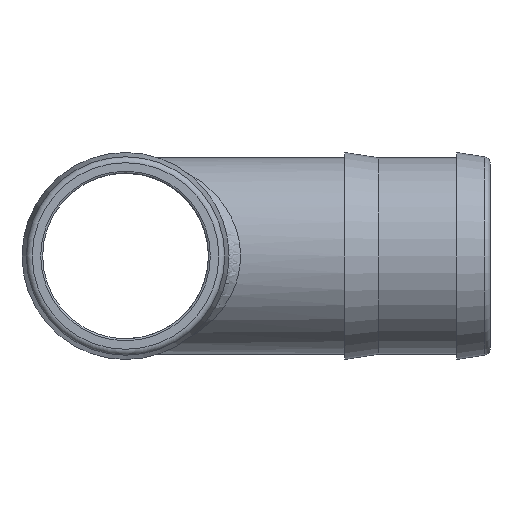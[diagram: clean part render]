
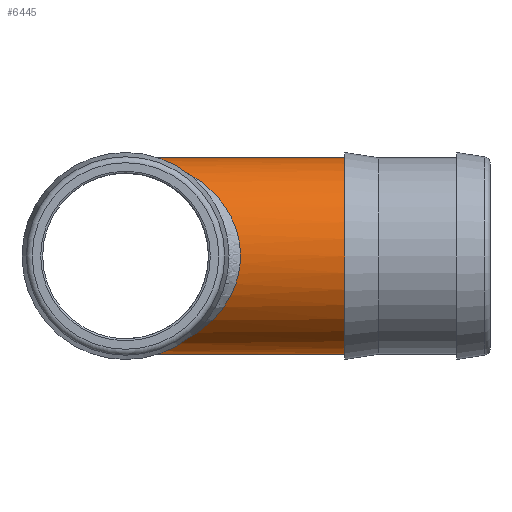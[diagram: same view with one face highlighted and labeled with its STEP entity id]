
A CAD part, left-side view. The second image highlights one B-rep face of the part: STEP entity #6445.
In plain terms, the highlighted cylindrical face has radius 37.719 mm (diameter 75.438 mm), a full revolution.
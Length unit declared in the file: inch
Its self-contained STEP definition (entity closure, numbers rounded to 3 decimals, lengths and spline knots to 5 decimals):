
#336=CIRCLE('',#6830,1.485);
#353=ELLIPSE('',#6827,2.28374,1.485);
#354=ELLIPSE('',#6828,2.28374,1.485);
#410=FACE_BOUND('',#1269,.T.);
#463=CYLINDRICAL_SURFACE('',#6829,1.485);
#846=FACE_OUTER_BOUND('',#1268,.T.);
#1268=EDGE_LOOP('',(#5909,#5910));
#1269=EDGE_LOOP('',(#5911));
#2864=VERTEX_POINT('',#16908);
#2865=VERTEX_POINT('',#16909);
#3140=VERTEX_POINT('',#30892);
#4068=EDGE_CURVE('',#2865,#2864,#353,.T.);
#4069=EDGE_CURVE('',#2864,#2865,#354,.T.);
#4070=EDGE_CURVE('',#3140,#3140,#336,.T.);
#5909=ORIENTED_EDGE('',*,*,#4069,.F.);
#5910=ORIENTED_EDGE('',*,*,#4068,.F.);
#5911=ORIENTED_EDGE('',*,*,#4070,.F.);
#6445=ADVANCED_FACE('',(#846,#410),#463,.T.);
#6827=AXIS2_PLACEMENT_3D('',#30817,#8042,#8043);
#6828=AXIS2_PLACEMENT_3D('',#30890,#8044,#8045);
#6829=AXIS2_PLACEMENT_3D('',#30891,#8046,#8047);
#6830=AXIS2_PLACEMENT_3D('',#30893,#8048,#8049);
#8042=DIRECTION('center_axis',(0.76,0.65,0.));
#8043=DIRECTION('ref_axis',(0.65,-0.76,0.));
#8044=DIRECTION('center_axis',(-0.76,0.65,0.));
#8045=DIRECTION('ref_axis',(-0.65,-0.76,0.));
#8046=DIRECTION('center_axis',(0.,-1.,0.));
#8047=DIRECTION('ref_axis',(1.,0.,0.));
#8048=DIRECTION('center_axis',(0.,-1.,0.));
#8049=DIRECTION('ref_axis',(1.,0.,0.));
#16908=CARTESIAN_POINT('',(0.,0.,-1.485));
#16909=CARTESIAN_POINT('',(0.,0.,1.485));
#30817=CARTESIAN_POINT('Origin',(0.,0.,0.));
#30890=CARTESIAN_POINT('Origin',(0.,0.,0.));
#30891=CARTESIAN_POINT('Origin',(0.,-1.655,0.));
#30892=CARTESIAN_POINT('',(1.485,-3.31,0.));
#30893=CARTESIAN_POINT('Origin',(0.,-3.31,0.));
